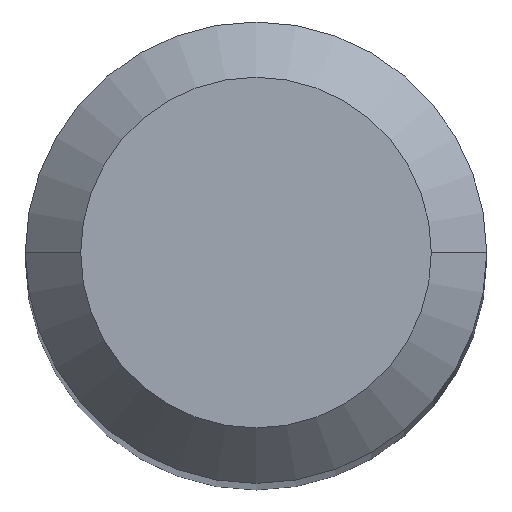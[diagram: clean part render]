
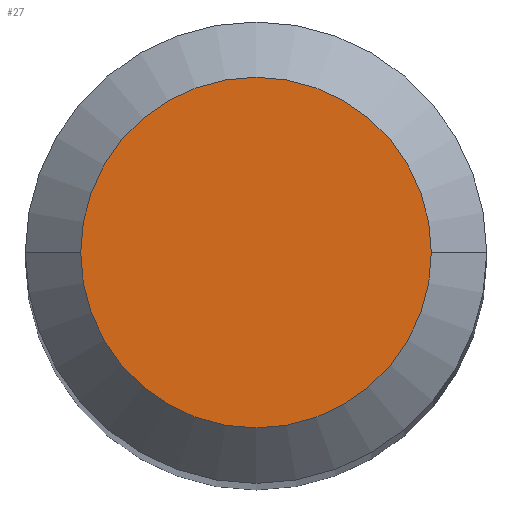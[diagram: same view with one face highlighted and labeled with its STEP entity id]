
A CAD part, top view. The second image highlights one B-rep face of the part: STEP entity #27.
In plain terms, the highlighted planar face has unit normal (0, 0, 1).
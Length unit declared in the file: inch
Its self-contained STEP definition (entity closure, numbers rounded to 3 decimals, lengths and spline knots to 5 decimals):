
#21 = VERTEX_POINT ( 'NONE', #80 ) ;
#27 = ADVANCED_FACE ( 'NONE', ( #205 ), #179, .T. ) ;
#34 = DIRECTION ( 'NONE',  ( 1., 0., 0. ) ) ;
#38 = DIRECTION ( 'NONE',  ( 0., 0., 1. ) ) ;
#60 = CARTESIAN_POINT ( 'NONE',  ( 0.0475, 0., 1.5 ) ) ;
#80 = CARTESIAN_POINT ( 'NONE',  ( -0.0475, 0., 1.5 ) ) ;
#87 = DIRECTION ( 'NONE',  ( 0., 0., 1. ) ) ;
#92 = DIRECTION ( 'NONE',  ( 1., 0., 0. ) ) ;
#102 = AXIS2_PLACEMENT_3D ( 'NONE', #162, #38, #92 ) ;
#110 = AXIS2_PLACEMENT_3D ( 'NONE', #139, #87, #34 ) ;
#133 = EDGE_LOOP ( 'NONE', ( #322, #320 ) ) ;
#139 = CARTESIAN_POINT ( 'NONE',  ( 0., 0., 1.5 ) ) ;
#149 = CIRCLE ( 'NONE', #306, 0.0475 ) ;
#152 = DIRECTION ( 'NONE',  ( 0., 0., 1. ) ) ;
#162 = CARTESIAN_POINT ( 'NONE',  ( 0., 0., 1.5 ) ) ;
#174 = DIRECTION ( 'NONE',  ( 1., 0., 0. ) ) ;
#179 = PLANE ( 'NONE',  #110 ) ;
#180 = CARTESIAN_POINT ( 'NONE',  ( 0., 0., 1.5 ) ) ;
#205 = FACE_OUTER_BOUND ( 'NONE', #133, .T. ) ;
#228 = CIRCLE ( 'NONE', #102, 0.0475 ) ;
#264 = VERTEX_POINT ( 'NONE', #60 ) ;
#267 = EDGE_CURVE ( 'NONE', #264, #21, #228, .T. ) ;
#284 = EDGE_CURVE ( 'NONE', #21, #264, #149, .T. ) ;
#306 = AXIS2_PLACEMENT_3D ( 'NONE', #180, #152, #174 ) ;
#320 = ORIENTED_EDGE ( 'NONE', *, *, #267, .T. ) ;
#322 = ORIENTED_EDGE ( 'NONE', *, *, #284, .T. ) ;
